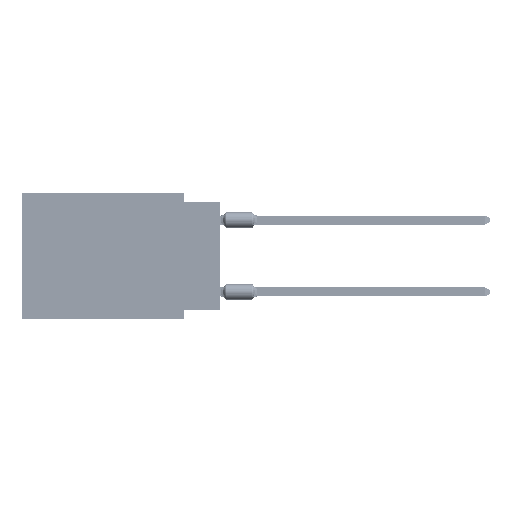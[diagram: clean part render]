
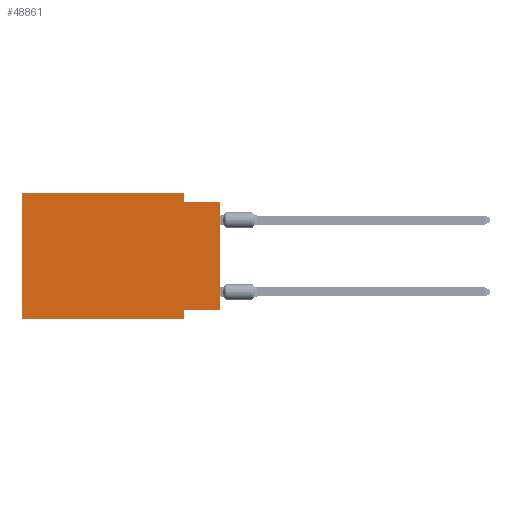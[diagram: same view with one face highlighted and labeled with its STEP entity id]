
A CAD part, left-side view. The second image highlights one B-rep face of the part: STEP entity #48861.
In plain terms, the highlighted planar face has unit normal (-1, 0, 0).
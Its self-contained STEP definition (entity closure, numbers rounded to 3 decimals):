
#3377 = EDGE_CURVE ( 'NONE', #24776, #10457, #30058, .T. ) ;
#3487 = ORIENTED_EDGE ( 'NONE', *, *, #37540, .F. ) ;
#3908 = DIRECTION ( 'NONE',  ( 0., -1., 0. ) ) ;
#5767 = PLANE ( 'NONE',  #11988 ) ;
#7013 = CARTESIAN_POINT ( 'NONE',  ( 0., 2.54, -8.89 ) ) ;
#8031 = VERTEX_POINT ( 'NONE', #19134 ) ;
#8512 = CARTESIAN_POINT ( 'NONE',  ( 0., 0., -8.255 ) ) ;
#9978 = CARTESIAN_POINT ( 'NONE',  ( 0., 0., -0.635 ) ) ;
#10185 = CARTESIAN_POINT ( 'NONE',  ( 0., 2.54, -0.635 ) ) ;
#10457 = VERTEX_POINT ( 'NONE', #9978 ) ;
#11988 = AXIS2_PLACEMENT_3D ( 'NONE', #79858, #59452, #59869 ) ;
#13593 = LINE ( 'NONE', #40632, #58308 ) ;
#14142 = VERTEX_POINT ( 'NONE', #71317 ) ;
#15704 = CARTESIAN_POINT ( 'NONE',  ( 0., 0., 0. ) ) ;
#18099 = CARTESIAN_POINT ( 'NONE',  ( 0., 0., -0.635 ) ) ;
#19134 = CARTESIAN_POINT ( 'NONE',  ( 0., 13.97, -8.89 ) ) ;
#24776 = VERTEX_POINT ( 'NONE', #10185 ) ;
#25221 = CARTESIAN_POINT ( 'NONE',  ( 0., 2.54, -8.89 ) ) ;
#25243 = ORIENTED_EDGE ( 'NONE', *, *, #54197, .T. ) ;
#29335 = VERTEX_POINT ( 'NONE', #8512 ) ;
#30058 = LINE ( 'NONE', #18099, #43424 ) ;
#31330 = VECTOR ( 'NONE', #61528, 1000. ) ;
#31690 = LINE ( 'NONE', #50770, #61213 ) ;
#32808 = FACE_OUTER_BOUND ( 'NONE', #44854, .T. ) ;
#32975 = VECTOR ( 'NONE', #51381, 1000. ) ;
#34215 = CARTESIAN_POINT ( 'NONE',  ( 0., 13.97, -8.89 ) ) ;
#36863 = VERTEX_POINT ( 'NONE', #7013 ) ;
#37461 = DIRECTION ( 'NONE',  ( 0., 0., 1. ) ) ;
#37540 = EDGE_CURVE ( 'NONE', #14142, #75399, #31690, .T. ) ;
#39810 = ORIENTED_EDGE ( 'NONE', *, *, #60675, .F. ) ;
#40632 = CARTESIAN_POINT ( 'NONE',  ( 0., 2.54, 0. ) ) ;
#40693 = ORIENTED_EDGE ( 'NONE', *, *, #64632, .F. ) ;
#42838 = EDGE_CURVE ( 'NONE', #75399, #24776, #13593, .T. ) ;
#43424 = VECTOR ( 'NONE', #3908, 1000. ) ;
#44854 = EDGE_LOOP ( 'NONE', ( #66223, #52457, #80497, #3487, #39810, #25243, #40693, #56584 ) ) ;
#45239 = LINE ( 'NONE', #73198, #54637 ) ;
#47705 = EDGE_CURVE ( 'NONE', #29335, #72695, #45239, .T. ) ;
#48861 = ADVANCED_FACE ( 'NONE', ( #32808 ), #5767, .F. ) ;
#50770 = CARTESIAN_POINT ( 'NONE',  ( 0., 13.97, 0. ) ) ;
#51381 = DIRECTION ( 'NONE',  ( 0., 0., -1. ) ) ;
#52457 = ORIENTED_EDGE ( 'NONE', *, *, #3377, .F. ) ;
#54197 = EDGE_CURVE ( 'NONE', #8031, #36863, #55068, .T. ) ;
#54637 = VECTOR ( 'NONE', #79845, 1000. ) ;
#55068 = LINE ( 'NONE', #34215, #72774 ) ;
#55162 = VECTOR ( 'NONE', #37461, 1000. ) ;
#56584 = ORIENTED_EDGE ( 'NONE', *, *, #47705, .F. ) ;
#58308 = VECTOR ( 'NONE', #67697, 1000. ) ;
#59452 = DIRECTION ( 'NONE',  ( 1., 0., 0. ) ) ;
#59869 = DIRECTION ( 'NONE',  ( 0., 0., -1. ) ) ;
#60675 = EDGE_CURVE ( 'NONE', #8031, #14142, #81509, .T. ) ;
#61213 = VECTOR ( 'NONE', #77835, 1000. ) ;
#61528 = DIRECTION ( 'NONE',  ( 0., 0., 1. ) ) ;
#62175 = CARTESIAN_POINT ( 'NONE',  ( 0., 2.54, -8.255 ) ) ;
#63547 = CARTESIAN_POINT ( 'NONE',  ( 0., 2.54, 0. ) ) ;
#64632 = EDGE_CURVE ( 'NONE', #72695, #36863, #70917, .T. ) ;
#66223 = ORIENTED_EDGE ( 'NONE', *, *, #84822, .T. ) ;
#67697 = DIRECTION ( 'NONE',  ( 0., 0., -1. ) ) ;
#70917 = LINE ( 'NONE', #25221, #32975 ) ;
#71317 = CARTESIAN_POINT ( 'NONE',  ( 0., 13.97, 0. ) ) ;
#72695 = VERTEX_POINT ( 'NONE', #62175 ) ;
#72774 = VECTOR ( 'NONE', #82125, 1000. ) ;
#73198 = CARTESIAN_POINT ( 'NONE',  ( 0., 0., -8.255 ) ) ;
#75399 = VERTEX_POINT ( 'NONE', #63547 ) ;
#76492 = LINE ( 'NONE', #15704, #55162 ) ;
#77835 = DIRECTION ( 'NONE',  ( 0., -1., 0. ) ) ;
#79845 = DIRECTION ( 'NONE',  ( 0., 1., 0. ) ) ;
#79858 = CARTESIAN_POINT ( 'NONE',  ( 0., 13.97, 0. ) ) ;
#80497 = ORIENTED_EDGE ( 'NONE', *, *, #42838, .F. ) ;
#81056 = CARTESIAN_POINT ( 'NONE',  ( 0., 13.97, 0. ) ) ;
#81509 = LINE ( 'NONE', #81056, #31330 ) ;
#82125 = DIRECTION ( 'NONE',  ( 0., -1., 0. ) ) ;
#84822 = EDGE_CURVE ( 'NONE', #29335, #10457, #76492, .T. ) ;
